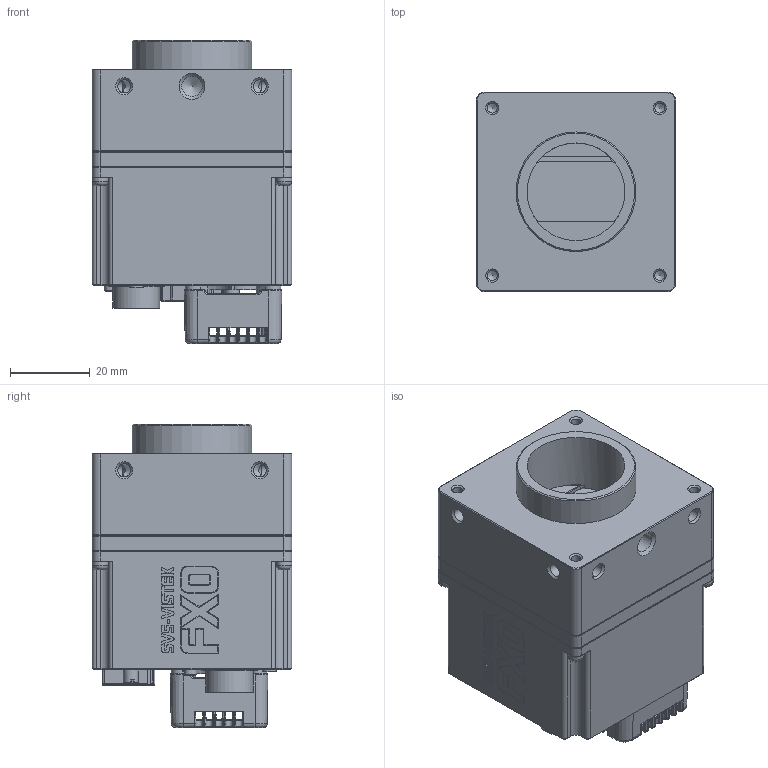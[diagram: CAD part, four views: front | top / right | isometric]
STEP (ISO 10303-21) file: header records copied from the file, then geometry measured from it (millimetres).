
FILE_DESCRIPTION (( 'STEP AP203' ), '1' );
FILE_NAME ('F002364-01002 FXO901MXGE.STEP', '2024-12-16T08:27:39', ( '' ), ( '' ), 'SwSTEP 2.0', 'SolidWorks 2023', '' );
FILE_SCHEMA (( 'CONFIG_CONTROL_DESIGN' ));
Length unit declared in the file: millimetre
Products named in the file (21): E010280-00000 HRS10A-10R-12PB; IMX901; N000061-00000 Schraube M2x12 Torx ISO14583_M2x12; E010280-00000 HRS10A-10R-12PB mit Mutter; GE-Honda; N000230-00000 Senkkopfschraube ISO 14581 A2 M2x18; F002364-01002 FXO901MXGE; IMX901 Glass; E002949-03001 Rückplatte FXO XGE lang Fertigteil - lackiert und Tampondruck_E002949-03001 Rückplatte FXO XGE lang Fertigteil - lackiert und Tampondruck; E006721-01001 Frontplatte FXO901 Fertigteil - lackiert; E006304-02001 Mittelteil FXO kurz CX12-2 Fertigteil - lackiert - blau; E006007-01001 Lüfterkäfig FXO leise Spritzguss Fertigteil - lackiert; E006725-01001 Sensordichtung für IMX901; N000031-00000 SCHRAUBE M2x4 Torx ISO14583_M2x04; HRS10A-12R-12PB(71) Body; Mutter_mit_U-Scheibe-f-Connector HRS10A-12R-12PB (3); E002086-00000 M2x3 FK_a; IMX901 Base; E002082 Lichtleiter Mentor 1282.2000; HRS10A Pin; GE-Schraube
Assembly tree (37 placements, depth 4):
  F002364-01002 FXO901MXGE
    E006721-01001 Frontplatte FXO901 Fertigteil - lackiert
    E006304-02001 Mittelteil FXO kurz CX12-2 Fertigteil - lackiert - blau
    E002949-03001 Rückplatte FXO XGE lang Fertigteil - lackiert und Tampondruck_E002949-03001 Rückplatte FXO XGE lang Fertigteil - lackiert und Tampondruck
    GE-Honda
    E010280-00000 HRS10A-10R-12PB mit Mutter
      E010280-00000 HRS10A-10R-12PB
        HRS10A-12R-12PB(71) Body
        HRS10A Pin  x12
      Mutter_mit_U-Scheibe-f-Connector HRS10A-12R-12PB (3)
    GE-Schraube  x2
    E006007-01001 Lüfterkäfig FXO leise Spritzguss Fertigteil - lackiert
    N000061-00000 Schraube M2x12 Torx ISO14583_M2x12  x4
    N000230-00000 Senkkopfschraube ISO 14581 A2 M2x18  x2
    E002082 Lichtleiter Mentor 1282.2000
    E002086-00000 M2x3 FK_a  x2
    N000031-00000 SCHRAUBE M2x4 Torx ISO14583_M2x04
    E006725-01001 Sensordichtung für IMX901
    IMX901
      IMX901 Base
      IMX901 Glass
Bounding box: 50 x 50 x 75.99 mm (x, y, z)
Volume: 53411.3 mm3; surface area: 52552.6 mm2
Topology: 47 solids, 47 shells, 4171 faces, 11241 edges, 7264 vertices
Faces by surface type: plane 2138, cylinder 823, bspline 761, cone 316, torus 117, sphere 16
Full cylindrical faces by diameter (mm): 0.8 x37, 1 x1, 1.2 x12, 1.5 x4, 1.6 x16, 1.8 x2, 2 x12, 2.05 x2, 2.1 x4, 2.2 x12, 2.5 x5, 2.8 x1, 2.9 x1, 3.2 x1, 3.3 x8, 3.5 x2, 3.8 x2, 4 x8, 5.105 x1, 9 x1, 10.3 x1, 11 x1, 11.5 x1, 11.8 x1, 14 x2, 15 x1, 24.5 x1, 30 x1
Entity records: 133134 total; most frequent: CARTESIAN_POINT 36665, ORIENTED_EDGE 20988, DIRECTION 16727, EDGE_CURVE 10494, VERTEX_POINT 6873, VECTOR 6781, LINE 6781, AXIS2_PLACEMENT_3D 4973
